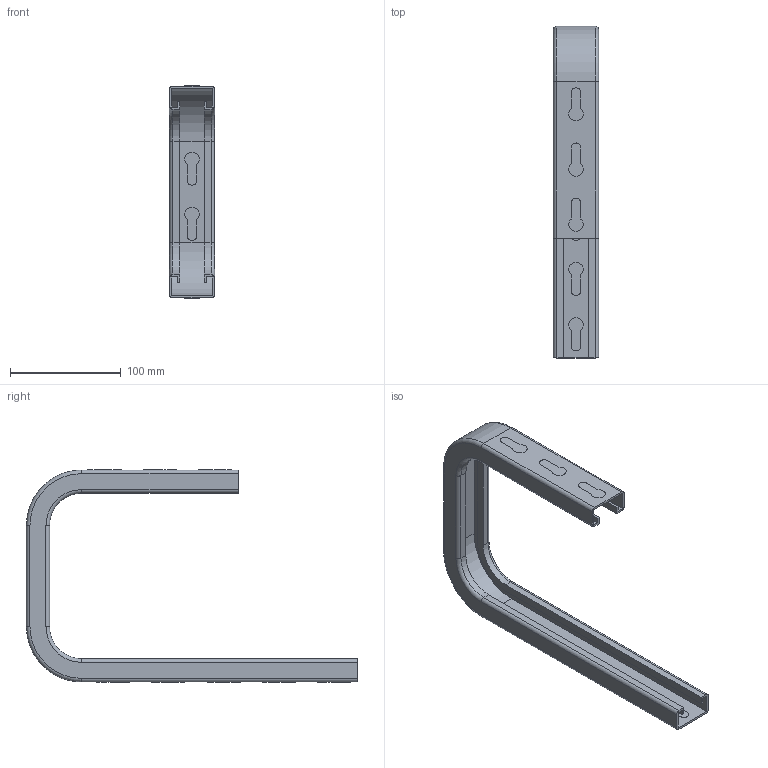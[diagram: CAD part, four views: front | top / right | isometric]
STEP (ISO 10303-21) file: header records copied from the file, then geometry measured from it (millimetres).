
FILE_DESCRIPTION(/* description */ (''),/* implementation_level */ '2;1');
FILE_NAME(/* name */ '597720.stp',/* time_stamp */ '2025-12-05T09:50:49+01:00',/* author */ ('mael.lecharpentier'),/* organization */ (''),/* preprocessor_version */ 'ST-DEVELOPER v20',/* originating_system */ 'AutoCAD Mechanical',/* authorisation */ '');
FILE_SCHEMA (('AUTOMOTIVE_DESIGN { 1 0 10303 214 3 1 1 }'));
Length unit declared in the file: millimetre
Products named in the file (1): Product
Bounding box: 41 x 300.2 x 192.18 mm (x, y, z)
Volume: 121861.7 mm3; surface area: 132396.8 mm2
Topology: 1 solids, 21 shells, 90 faces, 268 edges, 200 vertices
Faces by surface type: plane 54, cylinder 28, torus 8
Entity records: 3125 total; most frequent: CARTESIAN_POINT 559, DIRECTION 554, ORIENTED_EDGE 456, EDGE_CURVE 268, VERTEX_POINT 200, AXIS2_PLACEMENT_3D 195, LINE 164, VECTOR 164
